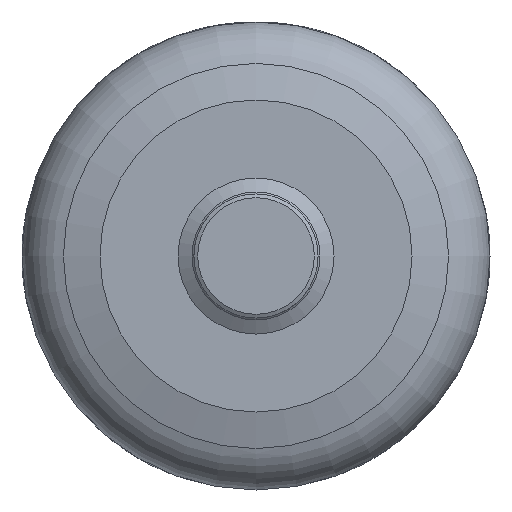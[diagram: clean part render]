
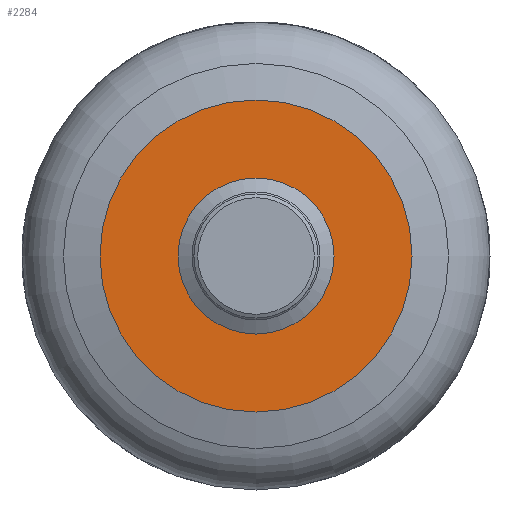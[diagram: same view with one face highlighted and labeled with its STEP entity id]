
A CAD part, front view. The second image highlights one B-rep face of the part: STEP entity #2284.
In plain terms, the highlighted planar face has unit normal (0, -1, 0).
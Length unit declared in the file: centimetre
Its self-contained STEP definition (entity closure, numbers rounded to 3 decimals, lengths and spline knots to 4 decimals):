
#14=PLANE($,#2522);
#497=FACE_BOUND($,#808,.T.);
#588=FACE_OUTER_BOUND($,#807,.T.);
#807=EDGE_LOOP($,(#1798));
#808=EDGE_LOOP($,(#1799));
#1000=CIRCLE($,#2468,0.3);
#1010=CIRCLE($,#2491,0.6);
#1119=VERTEX_POINT($,#3504);
#1151=VERTEX_POINT($,#3891);
#1353=EDGE_CURVE($,#1119,#1119,#1000,.T.);
#1385=EDGE_CURVE($,#1151,#1151,#1010,.T.);
#1798=ORIENTED_EDGE($,*,*,#1385,.T.);
#1799=ORIENTED_EDGE($,*,*,#1353,.F.);
#2284=ADVANCED_FACE($,(#588,#497),#14,.T.);
#2468=AXIS2_PLACEMENT_3D($,#3505,#2831,#2832);
#2491=AXIS2_PLACEMENT_3D($,#3892,#2881,#2882);
#2522=AXIS2_PLACEMENT_3D($,#4193,#2960,#2961);
#2831=DIRECTION('center_axis',(0.,-1.,0.));
#2832=DIRECTION('ref_axis',(0.,0.,-1.));
#2881=DIRECTION('center_axis',(0.,-1.,0.));
#2882=DIRECTION('ref_axis',(0.,0.,-1.));
#2960=DIRECTION('center_axis',(0.,-1.,0.));
#2961=DIRECTION('ref_axis',(0.,0.,-1.));
#3504=CARTESIAN_POINT('',(0.,-0.3464,0.3));
#3505=CARTESIAN_POINT('Origin',(0.,-0.3464,0.));
#3891=CARTESIAN_POINT('',(0.,-0.3464,-0.6));
#3892=CARTESIAN_POINT('Origin',(0.,-0.3464,0.));
#4193=CARTESIAN_POINT('Origin',(0.6,-0.3464,0.));
